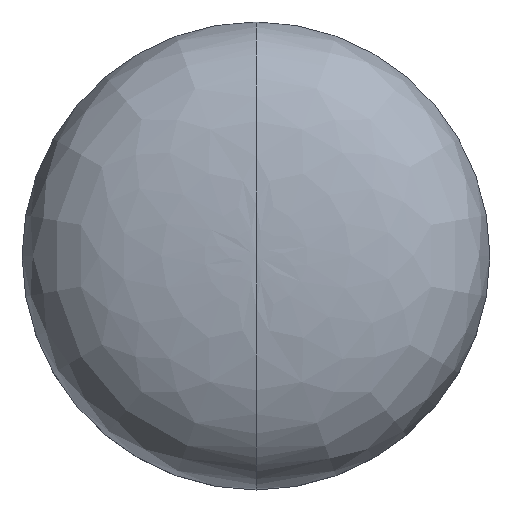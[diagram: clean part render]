
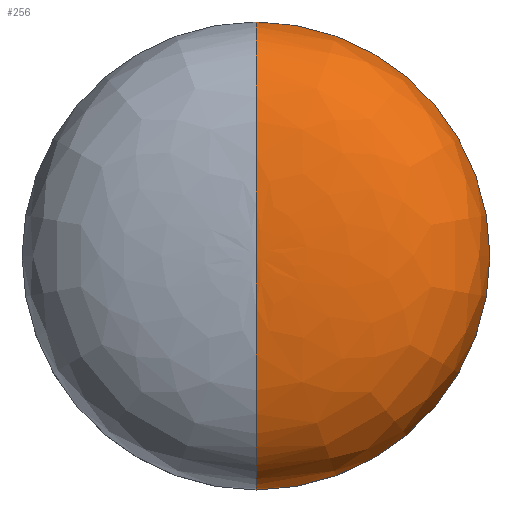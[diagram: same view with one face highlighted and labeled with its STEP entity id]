
A CAD part, top view. The second image highlights one B-rep face of the part: STEP entity #256.
In plain terms, the highlighted face is a revolution surface.
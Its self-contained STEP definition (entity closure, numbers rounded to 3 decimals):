
#68=CARTESIAN_POINT('',(0.,-2.807,0.965));
#69=CARTESIAN_POINT('',(0.,-2.807,1.054));
#70=CARTESIAN_POINT('',(0.,-2.791,1.215));
#71=CARTESIAN_POINT('',(0.,-2.71,1.489));
#72=CARTESIAN_POINT('',(0.,-2.534,1.757));
#73=CARTESIAN_POINT('',(0.,-2.239,1.992));
#74=CARTESIAN_POINT('',(0.,-1.878,2.164));
#75=CARTESIAN_POINT('',(0.,-1.466,2.284));
#76=CARTESIAN_POINT('',(0.,-0.861,2.387));
#77=CARTESIAN_POINT('',(0.,-0.355,2.413));
#78=CARTESIAN_POINT('',(0.,0.,2.413));
#80=CARTESIAN_POINT('',(0.,2.807,0.965));
#81=CARTESIAN_POINT('',(0.,2.807,1.054));
#82=CARTESIAN_POINT('',(0.,2.791,1.215));
#83=CARTESIAN_POINT('',(0.,2.71,1.489));
#84=CARTESIAN_POINT('',(0.,2.534,1.757));
#85=CARTESIAN_POINT('',(0.,2.239,1.992));
#86=CARTESIAN_POINT('',(0.,1.878,2.164));
#87=CARTESIAN_POINT('',(0.,1.466,2.284));
#88=CARTESIAN_POINT('',(0.,0.861,2.387));
#89=CARTESIAN_POINT('',(0.,0.355,2.413));
#90=CARTESIAN_POINT('',(0.,0.,2.413));
#92=CARTESIAN_POINT('',(0.,0.,0.965));
#93=DIRECTION('',(0.,0.,1.));
#94=DIRECTION('',(0.,-1.,0.));
#95=AXIS2_PLACEMENT_3D('',#92,#93,#94);
#109=CARTESIAN_POINT('',(0.,-2.807,0.965));
#111=VERTEX_POINT('',#109);
#119=CARTESIAN_POINT('',(0.,2.807,0.965));
#121=VERTEX_POINT('',#119);
#122=VERTEX_POINT('',#78);
#235=CARTESIAN_POINT('',(0.,-2.806,0.93));
#236=CARTESIAN_POINT('',(0.,-2.811,1.113));
#237=CARTESIAN_POINT('',(0.,-2.754,1.414));
#238=CARTESIAN_POINT('',(0.,-2.547,1.743));
#239=CARTESIAN_POINT('',(0.,-2.252,1.984));
#240=CARTESIAN_POINT('',(0.,-1.77,2.217));
#241=CARTESIAN_POINT('',(0.,-1.037,2.378));
#242=CARTESIAN_POINT('',(0.,-0.357,2.413));
#243=CARTESIAN_POINT('',(0.,0.,2.413));
#245=CARTESIAN_POINT('',(0.,0.,2.934));
#246=DIRECTION('',(0.,0.,-1.));
#247=AXIS1_PLACEMENT('',#245,#246);
#248=SURFACE_OF_REVOLUTION('',#244,#247);
#250=ORIENTED_EDGE('',*,*,#249,.T.);
#252=ORIENTED_EDGE('',*,*,#251,.F.);
#253=ORIENTED_EDGE('',*,*,#228,.F.);
#254=EDGE_LOOP('',(#250,#252,#253));
#255=FACE_OUTER_BOUND('',#254,.F.);
#256=ADVANCED_FACE('',(#255),#248,.F.);
#79=B_SPLINE_CURVE_WITH_KNOTS('',3,(#68,#69,#70,#71,#72,#73,#74,#75,#76,#77,
#78),.UNSPECIFIED.,.F.,.F.,(4,1,1,1,1,1,1,1,4),(0.,0.063,0.125,0.25,
0.375,0.5,0.625,0.75,1.),.UNSPECIFIED.);
#91=B_SPLINE_CURVE_WITH_KNOTS('',3,(#80,#81,#82,#83,#84,#85,#86,#87,#88,#89,
#90),.UNSPECIFIED.,.F.,.F.,(4,1,1,1,1,1,1,1,4),(0.,0.063,0.125,0.25,
0.375,0.5,0.625,0.75,1.),.UNSPECIFIED.);
#96=CIRCLE('',#95,2.807);
#228=EDGE_CURVE('',#111,#121,#96,.T.);
#244=B_SPLINE_CURVE_WITH_KNOTS('',3,(#235,#236,#237,#238,#239,#240,#241,#242,
#243),.UNSPECIFIED.,.F.,.F.,(4,1,1,1,1,1,4),(0.,0.125,0.25,0.375,0.5,
0.75,1.),.UNSPECIFIED.);
#249=EDGE_CURVE('',#111,#122,#79,.T.);
#251=EDGE_CURVE('',#121,#122,#91,.T.);
